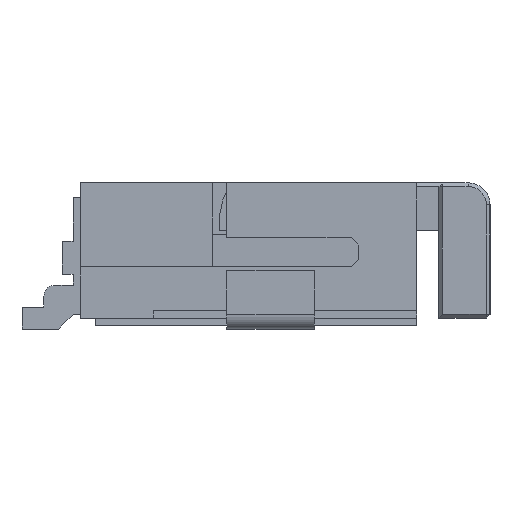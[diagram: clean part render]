
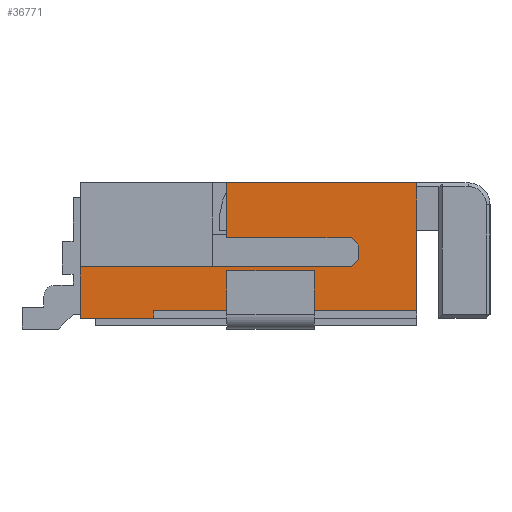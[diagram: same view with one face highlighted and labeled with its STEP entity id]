
A CAD part, left-side view. The second image highlights one B-rep face of the part: STEP entity #36771.
In plain terms, the highlighted planar face has unit normal (-1, 0, 0).
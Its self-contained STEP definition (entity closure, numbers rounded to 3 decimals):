
#822=FACE_OUTER_BOUND('',#2757,.T.);
#2757=EDGE_LOOP('',(#27043,#27044,#27045,#27046,#27047,#27048,#27049,#27050,
#27051,#27052,#27053,#27054));
#6077=LINE('',#53268,#11282);
#6082=LINE('',#53277,#11287);
#6086=LINE('',#53286,#11291);
#6090=LINE('',#53293,#11295);
#6091=LINE('',#53297,#11296);
#6094=LINE('',#53302,#11299);
#6096=LINE('',#53305,#11301);
#6097=LINE('',#53308,#11302);
#6099=LINE('',#53312,#11304);
#6126=LINE('',#53365,#11331);
#6365=LINE('',#53840,#11570);
#6366=LINE('',#53842,#11571);
#11282=VECTOR('',#43152,0.1);
#11287=VECTOR('',#43159,3.6);
#11291=VECTOR('',#43167,0.141);
#11295=VECTOR('',#43173,3.7);
#11296=VECTOR('',#43176,0.141);
#11299=VECTOR('',#43181,1.7);
#11301=VECTOR('',#43185,0.2);
#11302=VECTOR('',#43188,0.75);
#11304=VECTOR('',#43192,2.6);
#11331=VECTOR('',#43239,1.75);
#11570=VECTOR('',#43510,0.7);
#11571=VECTOR('',#43513,1.);
#15960=VERTEX_POINT('',#53264);
#15962=VERTEX_POINT('',#53267);
#15965=VERTEX_POINT('',#53275);
#15967=VERTEX_POINT('',#53283);
#15968=VERTEX_POINT('',#53285);
#15970=VERTEX_POINT('',#53291);
#15971=VERTEX_POINT('',#53295);
#15972=VERTEX_POINT('',#53296);
#15973=VERTEX_POINT('',#53301);
#15974=VERTEX_POINT('',#53307);
#15975=VERTEX_POINT('',#53311);
#16211=VERTEX_POINT('',#53838);
#20043=EDGE_CURVE('',#15962,#15960,#6077,.T.);
#20048=EDGE_CURVE('',#15960,#15965,#6082,.T.);
#20052=EDGE_CURVE('',#15967,#15968,#6086,.T.);
#20056=EDGE_CURVE('',#15970,#15967,#6090,.T.);
#20057=EDGE_CURVE('',#15971,#15972,#6091,.T.);
#20060=EDGE_CURVE('',#15972,#15973,#6094,.T.);
#20062=EDGE_CURVE('',#15968,#15971,#6096,.T.);
#20063=EDGE_CURVE('',#15973,#15974,#6097,.T.);
#20065=EDGE_CURVE('',#15974,#15975,#6099,.T.);
#20092=EDGE_CURVE('',#15965,#15975,#6126,.T.);
#20331=EDGE_CURVE('',#16211,#15970,#6365,.T.);
#20332=EDGE_CURVE('',#16211,#15962,#6366,.T.);
#27043=ORIENTED_EDGE('',*,*,#20092,.T.);
#27044=ORIENTED_EDGE('',*,*,#20065,.F.);
#27045=ORIENTED_EDGE('',*,*,#20063,.F.);
#27046=ORIENTED_EDGE('',*,*,#20060,.F.);
#27047=ORIENTED_EDGE('',*,*,#20057,.F.);
#27048=ORIENTED_EDGE('',*,*,#20062,.F.);
#27049=ORIENTED_EDGE('',*,*,#20052,.F.);
#27050=ORIENTED_EDGE('',*,*,#20056,.F.);
#27051=ORIENTED_EDGE('',*,*,#20331,.F.);
#27052=ORIENTED_EDGE('',*,*,#20332,.T.);
#27053=ORIENTED_EDGE('',*,*,#20043,.T.);
#27054=ORIENTED_EDGE('',*,*,#20048,.T.);
#34525=PLANE('',#38652);
#36771=ADVANCED_FACE('',(#822),#34525,.T.);
#38652=AXIS2_PLACEMENT_3D('',#53841,#43511,#43512);
#43152=DIRECTION('',(0.,0.,1.));
#43159=DIRECTION('',(0.,-1.,0.));
#43167=DIRECTION('',(0.,-0.707,0.707));
#43173=DIRECTION('',(0.,-1.,0.));
#43176=DIRECTION('',(0.,0.707,0.707));
#43181=DIRECTION('',(0.,1.,0.));
#43185=DIRECTION('',(0.,0.,1.));
#43188=DIRECTION('',(0.,0.,1.));
#43192=DIRECTION('',(0.,-1.,0.));
#43239=DIRECTION('',(0.,0.,1.));
#43510=DIRECTION('',(0.,0.,1.));
#43511=DIRECTION('center_axis',(-1.,0.,0.));
#43512=DIRECTION('ref_axis',(0.,0.,-1.));
#43513=DIRECTION('',(0.,-1.,0.));
#53264=CARTESIAN_POINT('',(-14.05,0.3,0.25));
#53267=CARTESIAN_POINT('',(-14.05,0.3,0.15));
#53268=CARTESIAN_POINT('',(-14.05,0.3,0.25));
#53275=CARTESIAN_POINT('',(-14.05,-3.3,0.25));
#53277=CARTESIAN_POINT('',(-14.05,1.3,0.25));
#53283=CARTESIAN_POINT('',(-14.05,-2.4,0.85));
#53285=CARTESIAN_POINT('',(-14.05,-2.5,0.95));
#53286=CARTESIAN_POINT('',(-14.05,-1.5,-0.05));
#53291=CARTESIAN_POINT('',(-14.05,1.3,0.85));
#53293=CARTESIAN_POINT('',(-14.05,1.3,0.85));
#53295=CARTESIAN_POINT('',(-14.05,-2.5,1.15));
#53296=CARTESIAN_POINT('',(-14.05,-2.4,1.25));
#53297=CARTESIAN_POINT('',(-14.05,-1.6,2.05));
#53301=CARTESIAN_POINT('',(-14.05,-0.7,1.25));
#53302=CARTESIAN_POINT('',(-14.05,-2.5,1.25));
#53305=CARTESIAN_POINT('',(-14.05,-2.5,0.85));
#53307=CARTESIAN_POINT('',(-14.05,-0.7,2.));
#53308=CARTESIAN_POINT('',(-14.05,-0.7,1.25));
#53311=CARTESIAN_POINT('',(-14.05,-3.3,2.));
#53312=CARTESIAN_POINT('',(-14.05,-0.7,2.));
#53365=CARTESIAN_POINT('',(-14.05,-3.3,0.962));
#53838=CARTESIAN_POINT('',(-14.05,1.3,0.15));
#53840=CARTESIAN_POINT('',(-14.05,1.3,0.25));
#53841=CARTESIAN_POINT('Origin',(-14.05,1.3,0.85));
#53842=CARTESIAN_POINT('',(-14.05,1.3,0.15));
